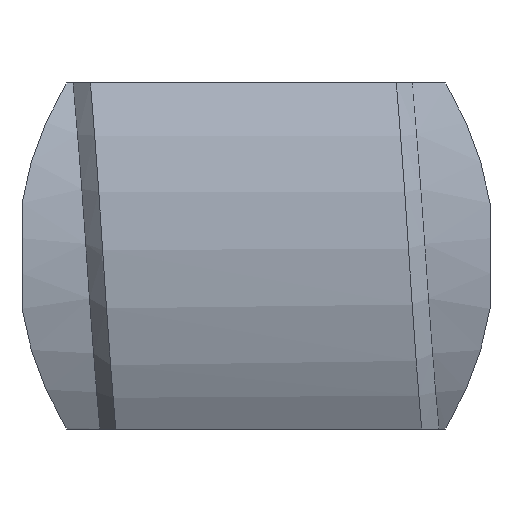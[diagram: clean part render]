
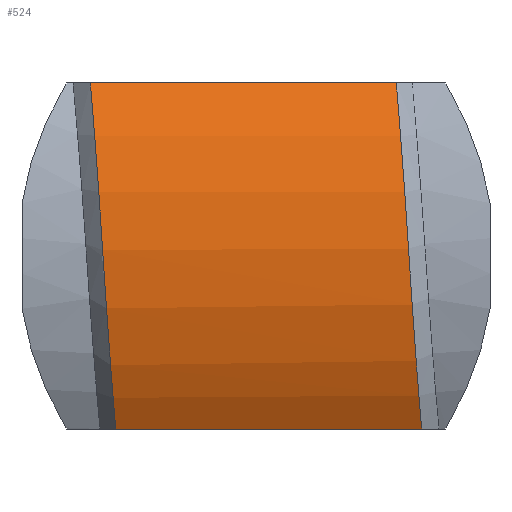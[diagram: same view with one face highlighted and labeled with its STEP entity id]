
A CAD part, top view. The second image highlights one B-rep face of the part: STEP entity #524.
In plain terms, the highlighted cylindrical face has radius 10.5 mm (diameter 21 mm), a partial arc.
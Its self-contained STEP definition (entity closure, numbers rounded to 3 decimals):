
#524 = ADVANCED_FACE( '', ( #618 ), #619, .T. );
#618 = FACE_OUTER_BOUND( '', #669, .T. );
#619 = CYLINDRICAL_SURFACE( '', #670, 10.5 );
#635 = EDGE_CURVE( '', #695, #693, #696, .T. );
#665 = EDGE_CURVE( '', #738, #739, #740, .T. );
#669 = EDGE_LOOP( '', ( #744, #745, #746, #747 ) );
#670 = AXIS2_PLACEMENT_3D( '', #748, #749, #750 );
#693 = VERTEX_POINT( '', #810 );
#695 = VERTEX_POINT( '', #824 );
#696 = B_SPLINE_CURVE_WITH_KNOTS( '', 3, ( #825, #826, #827, #828, #829, #830, #831, #832, #833, #834, #835, #836, #837, #838, #839, #840, #841, #842, #843, #844, #845 ), .UNSPECIFIED., .F., .F., ( 4, 1, 1, 1, 1, 1, 1, 1, 1, 1, 1, 1, 1, 1, 1, 1, 1, 1, 4 ), ( 0.002, 0.031, 0.06, 0.088, 0.117, 0.146, 0.175, 0.204, 0.233, 0.262, 0.291, 0.421, 0.552, 0.683, 0.814, 0.86, 0.906, 0.952, 0.999 ), .UNSPECIFIED. );
#738 = VERTEX_POINT( '', #926 );
#739 = VERTEX_POINT( '', #927 );
#740 = ( BOUNDED_CURVE(  )B_SPLINE_CURVE( 2, ( #930, #931, #932, #933, #934 ), .UNSPECIFIED., .F., .F. )B_SPLINE_CURVE_WITH_KNOTS( ( 3, 2, 3 ), ( 0.001, 0.5, 0.998 ), .UNSPECIFIED. )CURVE(  )GEOMETRIC_REPRESENTATION_ITEM(  )RATIONAL_B_SPLINE_CURVE( ( 0.933, 0.933, 1., 0.933, 0.933 ) )REPRESENTATION_ITEM( '' ) );
#744 = ORIENTED_EDGE( '', *, *, #967, .T. );
#745 = ORIENTED_EDGE( '', *, *, #635, .T. );
#746 = ORIENTED_EDGE( '', *, *, #968, .F. );
#747 = ORIENTED_EDGE( '', *, *, #665, .F. );
#748 = CARTESIAN_POINT( '', ( 18.174, 0., 0. ) );
#749 = DIRECTION( '', ( 1., 0., 0. ) );
#750 = DIRECTION( '', ( 0., 0., 1. ) );
#810 = CARTESIAN_POINT( '', ( -4.258, -5.25, 9.093 ) );
#824 = CARTESIAN_POINT( '', ( -5.025, 5.25, 9.093 ) );
#825 = CARTESIAN_POINT( '', ( -5.025, 5.25, 9.093 ) );
#826 = CARTESIAN_POINT( '', ( -5.017, 5.158, 9.146 ) );
#827 = CARTESIAN_POINT( '', ( -5.002, 4.973, 9.25 ) );
#828 = CARTESIAN_POINT( '', ( -4.978, 4.69, 9.396 ) );
#829 = CARTESIAN_POINT( '', ( -4.955, 4.403, 9.534 ) );
#830 = CARTESIAN_POINT( '', ( -4.932, 4.112, 9.663 ) );
#831 = CARTESIAN_POINT( '', ( -4.909, 3.817, 9.784 ) );
#832 = CARTESIAN_POINT( '', ( -4.886, 3.518, 9.895 ) );
#833 = CARTESIAN_POINT( '', ( -4.863, 3.216, 9.997 ) );
#834 = CARTESIAN_POINT( '', ( -4.841, 2.912, 10.09 ) );
#835 = CARTESIAN_POINT( '', ( -4.818, 2.604, 10.174 ) );
#836 = CARTESIAN_POINT( '', ( -4.77, 1.932, 10.335 ) );
#837 = CARTESIAN_POINT( '', ( -4.697, 0.875, 10.497 ) );
#838 = CARTESIAN_POINT( '', ( -4.606, -0.57, 10.518 ) );
#839 = CARTESIAN_POINT( '', ( -4.509, -2.006, 10.34 ) );
#840 = CARTESIAN_POINT( '', ( -4.429, -3.105, 10.047 ) );
#841 = CARTESIAN_POINT( '', ( -4.369, -3.876, 9.763 ) );
#842 = CARTESIAN_POINT( '', ( -4.332, -4.345, 9.563 ) );
#843 = CARTESIAN_POINT( '', ( -4.295, -4.805, 9.342 ) );
#844 = CARTESIAN_POINT( '', ( -4.27, -5.102, 9.176 ) );
#845 = CARTESIAN_POINT( '', ( -4.258, -5.25, 9.093 ) );
#926 = CARTESIAN_POINT( '', ( 4.258, 5.25, 9.093 ) );
#927 = CARTESIAN_POINT( '', ( 5.025, -5.25, 9.093 ) );
#930 = CARTESIAN_POINT( '', ( 4.258, 5.25, 9.093 ) );
#931 = CARTESIAN_POINT( '', ( 4.464, 2.813, 10.5 ) );
#932 = CARTESIAN_POINT( '', ( 4.641, 0., 10.5 ) );
#933 = CARTESIAN_POINT( '', ( 4.819, -2.813, 10.5 ) );
#934 = CARTESIAN_POINT( '', ( 5.025, -5.25, 9.093 ) );
#967 = EDGE_CURVE( '', #738, #695, #1011, .T. );
#968 = EDGE_CURVE( '', #739, #693, #1012, .T. );
#1011 = LINE( '', #1013, #1014 );
#1012 = LINE( '', #1015, #1016 );
#1013 = CARTESIAN_POINT( '', ( 18.174, 5.25, 9.093 ) );
#1014 = VECTOR( '', #1017, 1000. );
#1015 = CARTESIAN_POINT( '', ( 18.174, -5.25, 9.093 ) );
#1016 = VECTOR( '', #1018, 1000. );
#1017 = DIRECTION( '', ( -1., 0., 0. ) );
#1018 = DIRECTION( '', ( -1., 0., 0. ) );
